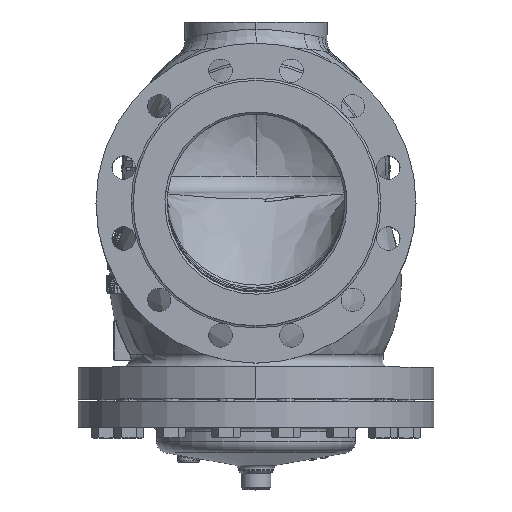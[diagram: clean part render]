
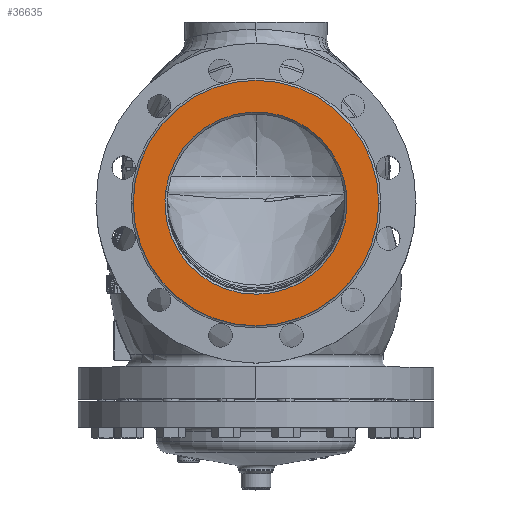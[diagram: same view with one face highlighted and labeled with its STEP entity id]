
A CAD part, top view. The second image highlights one B-rep face of the part: STEP entity #36635.
In plain terms, the highlighted planar face has unit normal (0, 0, 1).
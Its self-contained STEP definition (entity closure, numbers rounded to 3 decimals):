
#1914=CARTESIAN_POINT('',(0.,0.,365.));
#1915=DIRECTION('',(0.,0.,1.));
#1916=DIRECTION('',(-1.,0.,0.));
#1917=AXIS2_PLACEMENT_3D('',#1914,#1915,#1916);
#1919=CARTESIAN_POINT('',(0.,0.,365.));
#1920=DIRECTION('',(0.,0.,1.));
#1921=DIRECTION('',(1.,0.,0.));
#1922=AXIS2_PLACEMENT_3D('',#1919,#1920,#1921);
#1924=CARTESIAN_POINT('',(126.947,16.385,365.));
#1925=CARTESIAN_POINT('',(127.257,14.001,365.));
#1926=CARTESIAN_POINT('',(127.743,9.196,365.));
#1927=CARTESIAN_POINT('',(128.059,1.846,365.));
#1928=CARTESIAN_POINT('',(127.95,-5.553,365.));
#1929=CARTESIAN_POINT('',(127.415,-12.971,365.));
#1930=CARTESIAN_POINT('',(126.452,-20.355,365.));
#1931=CARTESIAN_POINT('',(125.074,-27.626,365.));
#1932=CARTESIAN_POINT('',(123.292,-34.761,365.));
#1933=CARTESIAN_POINT('',(121.11,-41.765,365.));
#1934=CARTESIAN_POINT('',(118.535,-48.61,365.));
#1935=CARTESIAN_POINT('',(115.555,-55.315,365.));
#1936=CARTESIAN_POINT('',(112.181,-61.867,365.));
#1937=CARTESIAN_POINT('',(108.428,-68.234,365.));
#1938=CARTESIAN_POINT('',(104.289,-74.415,365.));
#1939=CARTESIAN_POINT('',(99.793,-80.355,365.));
#1940=CARTESIAN_POINT('',(94.992,-85.99,365.));
#1941=CARTESIAN_POINT('',(89.903,-91.31,365.));
#1942=CARTESIAN_POINT('',(84.526,-96.318,365.));
#1943=CARTESIAN_POINT('',(78.875,-100.999,365.));
#1944=CARTESIAN_POINT('',(72.933,-105.366,365.));
#1945=CARTESIAN_POINT('',(66.728,-109.396,365.));
#1946=CARTESIAN_POINT('',(60.298,-113.068,365.));
#1947=CARTESIAN_POINT('',(53.647,-116.377,365.));
#1948=CARTESIAN_POINT('',(46.825,-119.293,365.));
#1949=CARTESIAN_POINT('',(39.898,-121.791,365.));
#1950=CARTESIAN_POINT('',(32.865,-123.878,365.));
#1951=CARTESIAN_POINT('',(25.728,-125.557,365.));
#1952=CARTESIAN_POINT('',(18.492,-126.822,365.));
#1953=CARTESIAN_POINT('',(11.143,-127.672,365.));
#1954=CARTESIAN_POINT('',(3.735,-128.098,365.));
#1955=CARTESIAN_POINT('',(-3.676,-128.099,365.));
#1956=CARTESIAN_POINT('',(-11.082,-127.677,365.));
#1957=CARTESIAN_POINT('',(-18.432,-126.831,365.));
#1958=CARTESIAN_POINT('',(-25.669,-125.569,365.));
#1959=CARTESIAN_POINT('',(-32.811,-123.893,365.));
#1960=CARTESIAN_POINT('',(-39.849,-121.807,365.));
#1961=CARTESIAN_POINT('',(-46.781,-119.311,365.));
#1962=CARTESIAN_POINT('',(-53.607,-116.396,365.));
#1963=CARTESIAN_POINT('',(-60.261,-113.088,365.));
#1964=CARTESIAN_POINT('',(-66.693,-109.418,365.));
#1965=CARTESIAN_POINT('',(-72.899,-105.389,365.));
#1966=CARTESIAN_POINT('',(-78.844,-101.024,365.));
#1967=CARTESIAN_POINT('',(-84.499,-96.342,365.));
#1968=CARTESIAN_POINT('',(-89.881,-91.332,365.));
#1969=CARTESIAN_POINT('',(-94.974,-86.01,365.));
#1970=CARTESIAN_POINT('',(-99.776,-80.376,365.));
#1971=CARTESIAN_POINT('',(-104.272,-74.439,365.));
#1972=CARTESIAN_POINT('',(-108.412,-68.26,
365.));
#1973=CARTESIAN_POINT('',(-112.166,-61.893,
365.));
#1974=CARTESIAN_POINT('',(-115.543,-55.34,
365.));
#1975=CARTESIAN_POINT('',(-118.526,-48.631,
365.));
#1976=CARTESIAN_POINT('',(-121.106,-41.779,
365.));
#1977=CARTESIAN_POINT('',(-123.291,-34.767,
365.));
#1978=CARTESIAN_POINT('',(-125.074,-27.623,
365.));
#1979=CARTESIAN_POINT('',(-126.454,-20.346,
365.));
#1980=CARTESIAN_POINT('',(-127.416,-12.957,
365.));
#1981=CARTESIAN_POINT('',(-127.951,-5.537,
365.));
#1982=CARTESIAN_POINT('',(-128.058,1.86,365.));
#1983=CARTESIAN_POINT('',(-127.743,9.205,365.));
#1984=CARTESIAN_POINT('',(-127.257,14.004,365.));
#1985=CARTESIAN_POINT('',(-126.947,16.385,365.));
#1987=CARTESIAN_POINT('',(-126.947,16.385,365.));
#1988=CARTESIAN_POINT('',(-126.122,22.804,365.));
#1989=CARTESIAN_POINT('',(-123.336,36.239,365.));
#1990=CARTESIAN_POINT('',(-115.742,56.13,365.));
#1991=CARTESIAN_POINT('',(-104.383,75.171,365.));
#1992=CARTESIAN_POINT('',(-89.859,92.056,365.));
#1993=CARTESIAN_POINT('',(-72.709,106.105,365.));
#1994=CARTESIAN_POINT('',(-53.481,116.988,365.));
#1995=CARTESIAN_POINT('',(-32.631,124.424,365.));
#1996=CARTESIAN_POINT('',(-10.765,128.185,365.));
#1997=CARTESIAN_POINT('',(11.433,128.126,365.));
#1998=CARTESIAN_POINT('',(33.28,124.253,365.));
#1999=CARTESIAN_POINT('',(54.09,116.707,365.));
#2000=CARTESIAN_POINT('',(73.26,105.726,365.));
#2001=CARTESIAN_POINT('',(90.338,91.585,365.));
#2002=CARTESIAN_POINT('',(104.779,74.62,365.));
#2003=CARTESIAN_POINT('',(116.041,55.509,365.));
#2004=CARTESIAN_POINT('',(123.446,35.796,365.));
#2005=CARTESIAN_POINT('',(126.15,22.58,365.));
#2006=CARTESIAN_POINT('',(126.947,16.385,365.));
#30923=CARTESIAN_POINT('',(-172.5,0.,365.));
#30924=CARTESIAN_POINT('',(172.5,0.,365.));
#30925=VERTEX_POINT('',#30923);
#30926=VERTEX_POINT('',#30924);
#30935=VERTEX_POINT('',#1924);
#30936=VERTEX_POINT('',#1985);
#36619=CARTESIAN_POINT('',(0.,0.,365.));
#36620=DIRECTION('',(0.,0.,1.));
#36621=DIRECTION('',(1.,0.,0.));
#36622=AXIS2_PLACEMENT_3D('',#36619,#36620,#36621);
#36623=PLANE('',#36622);
#36625=ORIENTED_EDGE('',*,*,#36624,.F.);
#36627=ORIENTED_EDGE('',*,*,#36626,.F.);
#36628=EDGE_LOOP('',(#36625,#36627));
#36629=FACE_OUTER_BOUND('',#36628,.F.);
#36631=ORIENTED_EDGE('',*,*,#36630,.F.);
#36632=ORIENTED_EDGE('',*,*,#36609,.F.);
#36633=EDGE_LOOP('',(#36631,#36632));
#36634=FACE_BOUND('',#36633,.F.);
#36635=ADVANCED_FACE('',(#36629,#36634),#36623,.T.);
#1918=CIRCLE('',#1917,172.5);
#1923=CIRCLE('',#1922,172.5);
#1986=B_SPLINE_CURVE_WITH_KNOTS('',3,(#1924,#1925,#1926,#1927,#1928,#1929,#1930,
#1931,#1932,#1933,#1934,#1935,#1936,#1937,#1938,#1939,#1940,#1941,#1942,#1943,
#1944,#1945,#1946,#1947,#1948,#1949,#1950,#1951,#1952,#1953,#1954,#1955,#1956,
#1957,#1958,#1959,#1960,#1961,#1962,#1963,#1964,#1965,#1966,#1967,#1968,#1969,
#1970,#1971,#1972,#1973,#1974,#1975,#1976,#1977,#1978,#1979,#1980,#1981,#1982,
#1983,#1984,#1985),.UNSPECIFIED.,.F.,.F.,(4,1,1,1,1,1,1,1,1,1,1,1,1,1,1,1,1,1,1,
1,1,1,1,1,1,1,1,1,1,1,1,1,1,1,1,1,1,1,1,1,1,1,1,1,1,1,1,1,1,1,1,1,1,1,1,1,1,1,1,
4),(0.,0.017,0.034,0.051,
0.068,0.085,0.102,0.119,
0.136,0.153,0.169,0.186,
0.203,0.22,0.237,0.254,
0.271,0.288,0.305,0.322,
0.339,0.356,0.373,0.39,
0.407,0.424,0.441,0.458,
0.475,0.492,0.508,0.525,
0.542,0.559,0.576,0.593,
0.61,0.627,0.644,0.661,
0.678,0.695,0.712,0.729,
0.746,0.763,0.78,0.797,
0.814,0.831,0.847,0.864,
0.881,0.898,0.915,0.932,
0.949,0.966,0.983,1.),.UNSPECIFIED.);
#2007=B_SPLINE_CURVE_WITH_KNOTS('',3,(#1987,#1988,#1989,#1990,#1991,#1992,#1993,
#1994,#1995,#1996,#1997,#1998,#1999,#2000,#2001,#2002,#2003,#2004,#2005,#2006),
.UNSPECIFIED.,.F.,.F.,(4,1,1,1,1,1,1,1,1,1,1,1,1,1,1,1,1,4),(0.,
0.055,0.114,0.174,0.233,
0.293,0.352,0.412,0.471,
0.531,0.59,0.65,0.709,
0.769,0.828,0.888,0.947,1.),
.UNSPECIFIED.);
#36609=EDGE_CURVE('',#30936,#30935,#2007,.T.);
#36624=EDGE_CURVE('',#30925,#30926,#1918,.T.);
#36626=EDGE_CURVE('',#30926,#30925,#1923,.T.);
#36630=EDGE_CURVE('',#30935,#30936,#1986,.T.);
